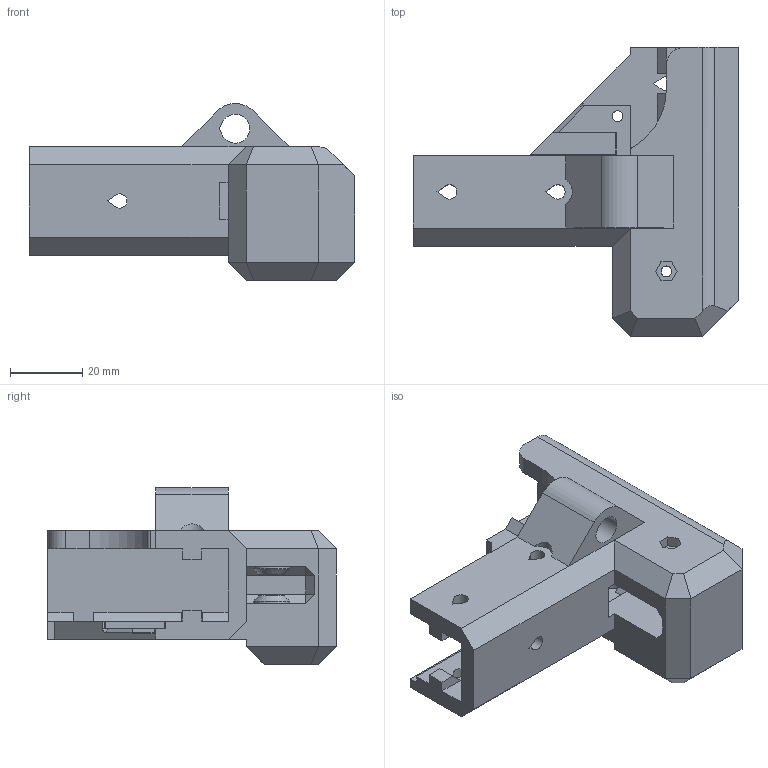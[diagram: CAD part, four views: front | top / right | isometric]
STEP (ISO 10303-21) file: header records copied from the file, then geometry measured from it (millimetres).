
FILE_DESCRIPTION(('FreeCAD Model'),'2;1');
FILE_NAME('LIdlerHold.step','2016-04-18T16:38:34',( 'Author'),(''),'Open CASCADE STEP processor 6.8','FreeCAD','Unknown' );
FILE_SCHEMA(('AUTOMOTIVE_DESIGN_CC2 { 1 2 10303 214 -1 1 5 4 }'));
Length unit declared in the file: millimetre
Products named in the file (2): ASSEMBLY; LIdlerHold
Assembly tree (1 placements, depth 2):
  ASSEMBLY
    LIdlerHold
Bounding box: 90 x 80 x 48.97 mm (x, y, z)
Volume: 71456.2 mm3; surface area: 25360.6 mm2
Topology: 1 solids, 1 shells, 170 faces, 468 edges, 303 vertices
Faces by surface type: plane 131, cylinder 31, sphere 4, bspline 2, cone 2
Full cylindrical faces by diameter (mm): 6 x1, 10 x2
Entity records: 12026 total; most frequent: CARTESIAN_POINT 2919, DIRECTION 1573, LINE 1080, VECTOR 1080, ORIENTED_EDGE 936, PCURVE 936, DEFINITIONAL_REPRESENTATION 936, EDGE_CURVE 468
